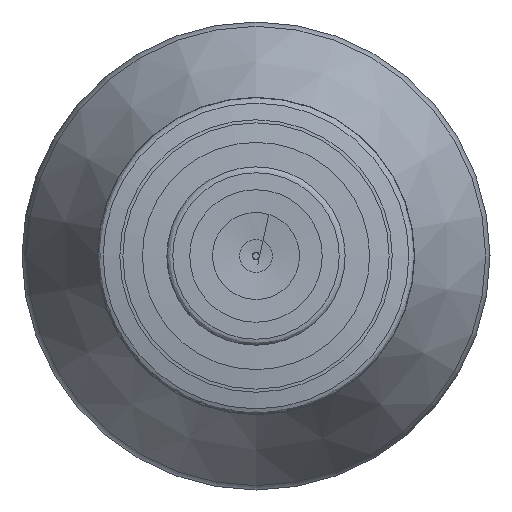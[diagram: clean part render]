
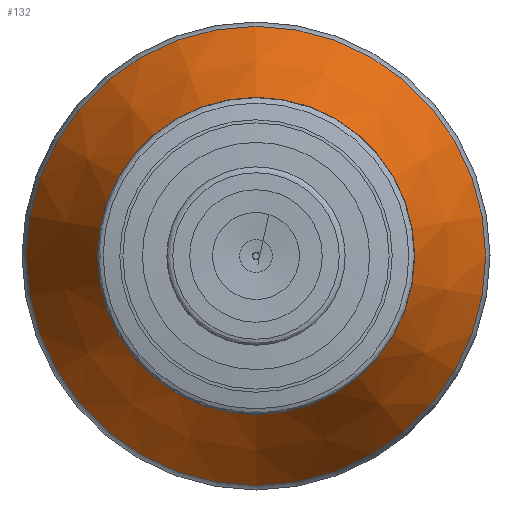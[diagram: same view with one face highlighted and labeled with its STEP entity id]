
A CAD part, left-side view. The second image highlights one B-rep face of the part: STEP entity #132.
In plain terms, the highlighted conical face has half-angle 26.565 degrees and reference radius 16.683 mm.
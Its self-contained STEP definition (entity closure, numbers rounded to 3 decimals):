
#117=CONICAL_SURFACE('',#502,16.683,26.565);
#132=ADVANCED_FACE('',(#187,#188),#117,.T.);
#187=FACE_BOUND('',#254,.T.);
#188=FACE_BOUND('',#255,.T.);
#254=EDGE_LOOP('',(#324));
#255=EDGE_LOOP('',(#325));
#324=ORIENTED_EDGE('',*,*,#417,.T.);
#325=ORIENTED_EDGE('',*,*,#416,.F.);
#381=VERTEX_POINT('',#708);
#382=VERTEX_POINT('',#711);
#416=EDGE_CURVE('',#381,#381,#451,.T.);
#417=EDGE_CURVE('',#382,#382,#452,.T.);
#451=CIRCLE('',#499,16.683);
#452=CIRCLE('',#501,11.528);
#499=AXIS2_PLACEMENT_3D('',#707,#581,#582);
#501=AXIS2_PLACEMENT_3D('',#710,#585,#586);
#502=AXIS2_PLACEMENT_3D('',#712,#587,#588);
#581=DIRECTION('',(1.,0.,0.));
#582=DIRECTION('',(0.,0.,1.));
#585=DIRECTION('',(1.,0.,0.));
#586=DIRECTION('',(0.,0.,1.));
#587=DIRECTION('',(1.,0.,0.));
#588=DIRECTION('',(0.,0.,-1.));
#707=CARTESIAN_POINT('',(85.367,0.,0.));
#708=CARTESIAN_POINT('',(85.367,0.,16.683));
#710=CARTESIAN_POINT('',(75.056,0.,0.));
#711=CARTESIAN_POINT('',(75.056,0.,11.528));
#712=CARTESIAN_POINT('',(85.367,0.,0.));
